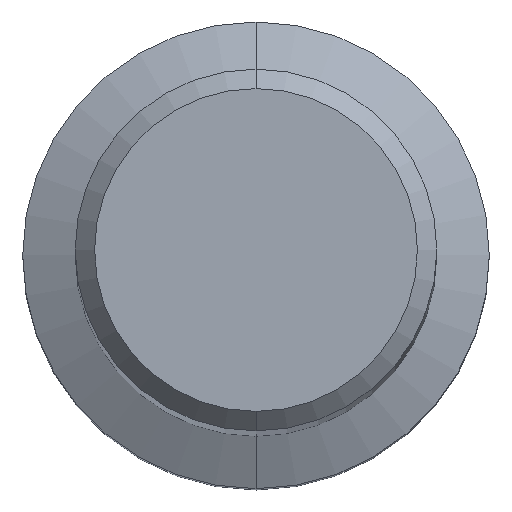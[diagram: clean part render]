
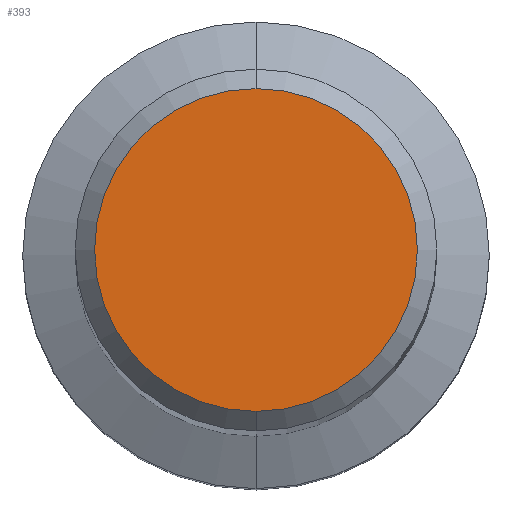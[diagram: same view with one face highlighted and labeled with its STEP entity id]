
A CAD part, top view. The second image highlights one B-rep face of the part: STEP entity #393.
In plain terms, the highlighted planar face has unit normal (0, 0, 1).
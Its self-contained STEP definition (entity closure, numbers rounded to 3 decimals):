
#219=EDGE_CURVE('',#395,#467,#575,.T.);
#385=EDGE_CURVE('',#467,#395,#762,.T.);
#393=ADVANCED_FACE('',(#770),#771,.T.);
#395=VERTEX_POINT('',#773);
#467=VERTEX_POINT('',#855);
#575=CIRCLE('',#978,4.15);
#762=CIRCLE('',#1304,4.15);
#770=FACE_OUTER_BOUND('',#1318,.T.);
#771=PLANE('',#1319);
#773=CARTESIAN_POINT('',(0.0,4.15,0.0));
#855=CARTESIAN_POINT('',(0.,-4.15,0.0));
#978=AXIS2_PLACEMENT_3D('',#1670,#1671,#1672);
#1304=AXIS2_PLACEMENT_3D('',#1909,#1910,#1911);
#1318=EDGE_LOOP('',(#1916,#1917));
#1319=AXIS2_PLACEMENT_3D('',#1918,#1919,#1920);
#1670=CARTESIAN_POINT('',(0.0,0.0,0.0));
#1671=DIRECTION('',(0.0,0.0,-1.0));
#1672=DIRECTION('',(0.0,1.0,0.0));
#1909=CARTESIAN_POINT('',(0.0,0.0,0.0));
#1910=DIRECTION('',(0.0,0.0,-1.0));
#1911=DIRECTION('',(0.0,1.0,0.0));
#1916=ORIENTED_EDGE('',*,*,#219,.F.);
#1917=ORIENTED_EDGE('',*,*,#385,.F.);
#1918=CARTESIAN_POINT('',(0.0,2.075,0.0));
#1919=DIRECTION('',(-0.0,0.0,1.0));
#1920=DIRECTION('',(0.0,-1.0,0.0));
